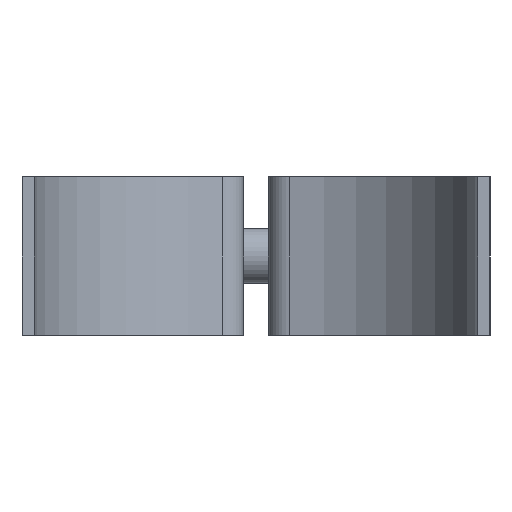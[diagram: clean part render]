
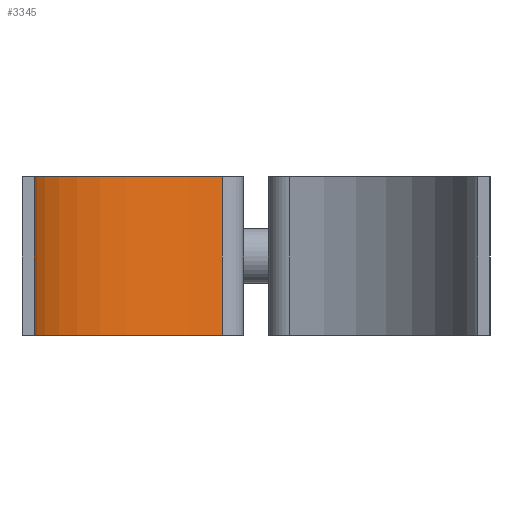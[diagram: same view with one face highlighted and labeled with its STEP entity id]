
A CAD part, front view. The second image highlights one B-rep face of the part: STEP entity #3345.
In plain terms, the highlighted cylindrical face has radius 44.45 mm (diameter 88.9 mm), a partial arc.
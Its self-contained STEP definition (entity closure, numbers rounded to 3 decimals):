
#12 = ORIENTED_EDGE ( 'NONE', *, *, #3675, .T. ) ;
#61 = CIRCLE ( 'NONE', #1762, 44.45 ) ;
#332 = DIRECTION ( 'NONE',  ( 0., 0., -1. ) ) ;
#424 = EDGE_CURVE ( 'NONE', #579, #2093, #61, .T. ) ;
#579 = VERTEX_POINT ( 'NONE', #1669 ) ;
#803 = LINE ( 'NONE', #1025, #2608 ) ;
#926 = CARTESIAN_POINT ( 'NONE',  ( 0., -5.563, 15.875 ) ) ;
#1025 = CARTESIAN_POINT ( 'NONE',  ( -6.742, 38.373, 15.875 ) ) ;
#1210 = VERTEX_POINT ( 'NONE', #2058 ) ;
#1241 = DIRECTION ( 'NONE',  ( 0., 0., -1. ) ) ;
#1265 = VECTOR ( 'NONE', #3763, 1000. ) ;
#1291 = CARTESIAN_POINT ( 'NONE',  ( 0., -5.563, -15.875 ) ) ;
#1351 = EDGE_CURVE ( 'NONE', #1719, #1210, #2016, .T. ) ;
#1424 = FACE_OUTER_BOUND ( 'NONE', #2285, .T. ) ;
#1636 = DIRECTION ( 'NONE',  ( 1., 0., 0. ) ) ;
#1669 = CARTESIAN_POINT ( 'NONE',  ( -44.45, -5.563, -15.875 ) ) ;
#1719 = VERTEX_POINT ( 'NONE', #1860 ) ;
#1762 = AXIS2_PLACEMENT_3D ( 'NONE', #1291, #2691, #2747 ) ;
#1778 = CARTESIAN_POINT ( 'NONE',  ( -6.742, 38.373, -15.875 ) ) ;
#1860 = CARTESIAN_POINT ( 'NONE',  ( -44.45, -5.563, 15.875 ) ) ;
#2016 = CIRCLE ( 'NONE', #3685, 44.45 ) ;
#2058 = CARTESIAN_POINT ( 'NONE',  ( -6.742, 38.373, 15.875 ) ) ;
#2093 = VERTEX_POINT ( 'NONE', #1778 ) ;
#2285 = EDGE_LOOP ( 'NONE', ( #2513, #12, #3689, #2444 ) ) ;
#2444 = ORIENTED_EDGE ( 'NONE', *, *, #2920, .T. ) ;
#2513 = ORIENTED_EDGE ( 'NONE', *, *, #424, .T. ) ;
#2608 = VECTOR ( 'NONE', #3368, 1000. ) ;
#2691 = DIRECTION ( 'NONE',  ( 0., 0., -1. ) ) ;
#2747 = DIRECTION ( 'NONE',  ( 1., 0., 0. ) ) ;
#2920 = EDGE_CURVE ( 'NONE', #1719, #579, #3687, .T. ) ;
#2925 = DIRECTION ( 'NONE',  ( -1., 0., 0. ) ) ;
#3211 = CYLINDRICAL_SURFACE ( 'NONE', #3539, 44.45 ) ;
#3345 = ADVANCED_FACE ( 'NONE', ( #1424 ), #3211, .F. ) ;
#3368 = DIRECTION ( 'NONE',  ( 0., 0., 1. ) ) ;
#3520 = CARTESIAN_POINT ( 'NONE',  ( 0., -5.563, 15.875 ) ) ;
#3539 = AXIS2_PLACEMENT_3D ( 'NONE', #3520, #332, #2925 ) ;
#3675 = EDGE_CURVE ( 'NONE', #2093, #1210, #803, .T. ) ;
#3685 = AXIS2_PLACEMENT_3D ( 'NONE', #926, #1241, #1636 ) ;
#3687 = LINE ( 'NONE', #3701, #1265 ) ;
#3689 = ORIENTED_EDGE ( 'NONE', *, *, #1351, .F. ) ;
#3701 = CARTESIAN_POINT ( 'NONE',  ( -44.45, -5.563, 15.875 ) ) ;
#3763 = DIRECTION ( 'NONE',  ( 0., 0., -1. ) ) ;
